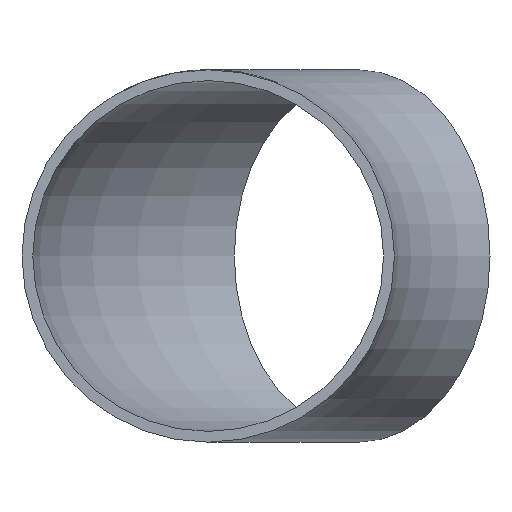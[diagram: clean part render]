
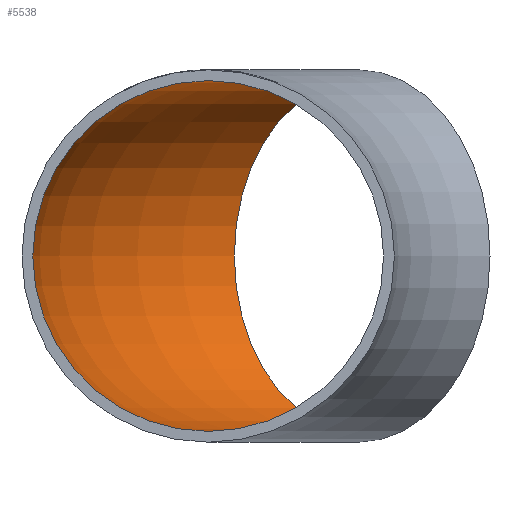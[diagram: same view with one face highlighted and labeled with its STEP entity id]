
A CAD part, front view. The second image highlights one B-rep face of the part: STEP entity #5538.
In plain terms, the highlighted toroidal (fillet/blend) face has major radius 95 mm and minor radius 32.5 mm.
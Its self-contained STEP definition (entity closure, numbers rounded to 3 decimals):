
#370 = DIRECTION ( 'NONE',  ( -0.707, 0.707, 0. ) ) ;
#1351 = DIRECTION ( 'NONE',  ( -1., 0., 0. ) ) ;
#1701 = ORIENTED_EDGE ( 'NONE', *, *, #19418, .T. ) ;
#1964 = AXIS2_PLACEMENT_3D ( 'NONE', #6075, #16342, #7918 ) ;
#3187 = CARTESIAN_POINT ( 'NONE',  ( 0., 0., 0. ) ) ;
#4366 = CARTESIAN_POINT ( 'NONE',  ( -90.156, 90.156, 0. ) ) ;
#5538 = ADVANCED_FACE ( 'NONE', ( #6360, #7882 ), #18150, .F. ) ;
#6075 = CARTESIAN_POINT ( 'NONE',  ( -95., 0., 0. ) ) ;
#6090 = AXIS2_PLACEMENT_3D ( 'NONE', #3187, #16516, #1351 ) ;
#6360 = FACE_OUTER_BOUND ( 'NONE', #11940, .T. ) ;
#6407 = CARTESIAN_POINT ( 'NONE',  ( -67.175, 67.175, 0. ) ) ;
#7248 = CIRCLE ( 'NONE', #13483, 32.5 ) ;
#7882 = FACE_OUTER_BOUND ( 'NONE', #12816, .T. ) ;
#7918 = DIRECTION ( 'NONE',  ( 0., 0., 1. ) ) ;
#8671 = EDGE_CURVE ( 'NONE', #13822, #13822, #13757, .T. ) ;
#9791 = ORIENTED_EDGE ( 'NONE', *, *, #8671, .F. ) ;
#11940 = EDGE_LOOP ( 'NONE', ( #1701 ) ) ;
#12194 = CARTESIAN_POINT ( 'NONE',  ( -95., 0., 32.5 ) ) ;
#12816 = EDGE_LOOP ( 'NONE', ( #9791 ) ) ;
#13018 = DIRECTION ( 'NONE',  ( 0.707, 0.707, 0. ) ) ;
#13483 = AXIS2_PLACEMENT_3D ( 'NONE', #6407, #13018, #370 ) ;
#13757 = CIRCLE ( 'NONE', #1964, 32.5 ) ;
#13822 = VERTEX_POINT ( 'NONE', #12194 ) ;
#16342 = DIRECTION ( 'NONE',  ( 0., 1., 0. ) ) ;
#16516 = DIRECTION ( 'NONE',  ( 0., 0., -1. ) ) ;
#18150 = TOROIDAL_SURFACE ( 'NONE', #6090, 95., 32.5 ) ;
#19210 = VERTEX_POINT ( 'NONE', #4366 ) ;
#19418 = EDGE_CURVE ( 'NONE', #19210, #19210, #7248, .T. ) ;
